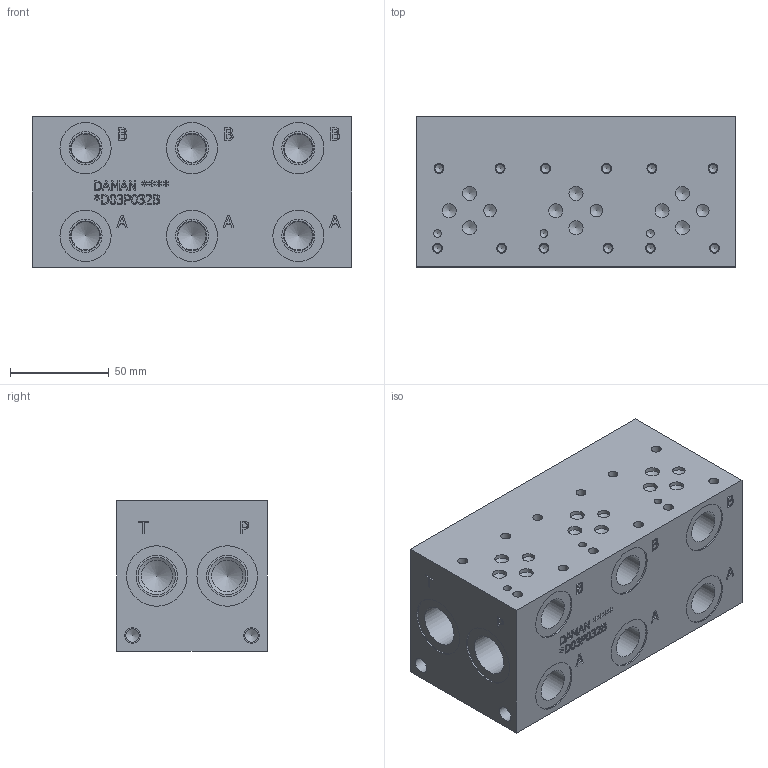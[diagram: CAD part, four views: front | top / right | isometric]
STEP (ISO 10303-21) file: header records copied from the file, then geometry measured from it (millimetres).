
FILE_DESCRIPTION(/* description */ (''),/* implementation_level */ '2;1');
FILE_NAME(/* name */ '_D03P032B.stp',/* time_stamp */ '2020-05-05T12:35:34-04:00',/* author */ ('devonn'),/* organization */ (''),/* preprocessor_version */ 'ST-DEVELOPER v17',/* originating_system */ 'Autodesk Inventor 2019',/* authorisation */ '');
FILE_SCHEMA (('AUTOMOTIVE_DESIGN { 1 0 10303 214 3 1 1 }'));
Length unit declared in the file: millimetre
Products named in the file (1): Part_AD03P032B_3D
Bounding box: 161.93 x 76.2 x 76.2 mm (x, y, z)
Volume: 870800.6 mm3; surface area: 80318.4 mm2
Topology: 1 solids, 1 shells, 679 faces, 1870 edges, 1277 vertices
Faces by surface type: plane 372, bspline 169, cylinder 87, cone 51
Full cylindrical faces by diameter (mm): 3.962 x3, 4.216 x12, 5.004 x12, 6.35 x3, 6.756 x4, 7.137 x9, 8.001 x4, 14.3 x6, 15.062 x6, 15.875 x4, 16.764 x6, 18.923 x4, 21.057 x4, 25.933 x6, 30.683 x4
Entity records: 22906 total; most frequent: CARTESIAN_POINT 5983, ORIENTED_EDGE 3658, DIRECTION 2839, EDGE_CURVE 1829, VERTEX_POINT 1277, LINE 1165, VECTOR 1165, AXIS2_PLACEMENT_3D 837
